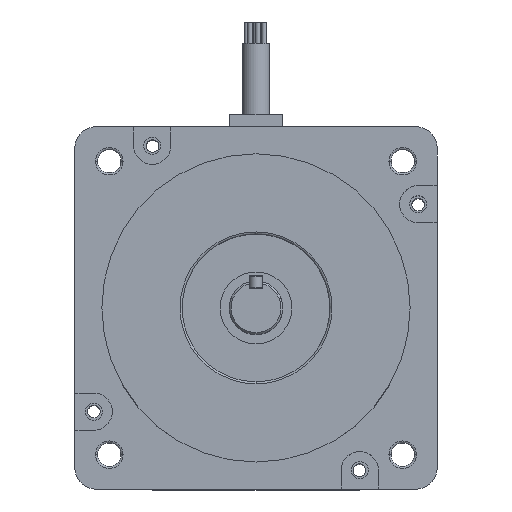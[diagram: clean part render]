
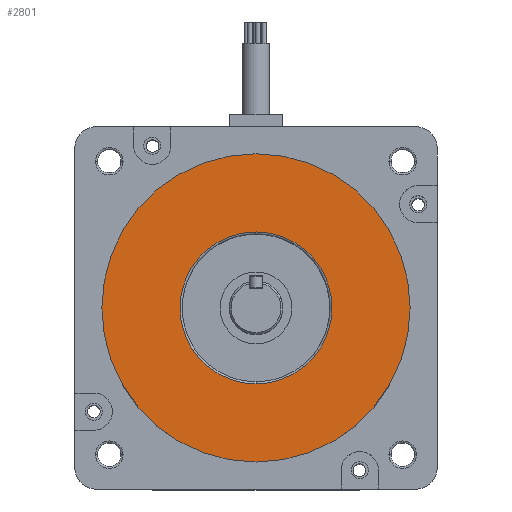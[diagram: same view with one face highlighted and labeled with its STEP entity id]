
A CAD part, top view. The second image highlights one B-rep face of the part: STEP entity #2801.
In plain terms, the highlighted planar face has unit normal (0, 0, 1).
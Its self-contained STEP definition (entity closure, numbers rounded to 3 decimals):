
#703=CARTESIAN_POINT('',(0.,0.,21.1));
#704=DIRECTION('',(0.,0.,1.));
#705=DIRECTION('',(1.,0.,0.));
#706=AXIS2_PLACEMENT_3D('',#703,#704,#705);
#711=CARTESIAN_POINT('',(0.,0.,21.1));
#712=DIRECTION('',(0.,0.,1.));
#713=DIRECTION('',(-1.,0.,0.));
#714=AXIS2_PLACEMENT_3D('',#711,#712,#713);
#719=CARTESIAN_POINT('',(0.,0.,21.1));
#720=DIRECTION('',(0.,0.,-1.));
#721=DIRECTION('',(0.,-1.,0.));
#722=AXIS2_PLACEMENT_3D('',#719,#720,#721);
#727=CARTESIAN_POINT('',(0.,0.,21.1));
#728=DIRECTION('',(0.,0.,-1.));
#729=DIRECTION('',(0.,1.,0.));
#730=AXIS2_PLACEMENT_3D('',#727,#728,#729);
#2089=CARTESIAN_POINT('',(36.513,0.,21.1));
#2090=CARTESIAN_POINT('',(-36.513,0.,21.1));
#2091=VERTEX_POINT('',#2089);
#2092=VERTEX_POINT('',#2090);
#2401=CARTESIAN_POINT('',(0.,-18.,21.1));
#2402=CARTESIAN_POINT('',(0.,18.,21.1));
#2403=VERTEX_POINT('',#2401);
#2404=VERTEX_POINT('',#2402);
#2786=CARTESIAN_POINT('',(0.,0.,21.1));
#2787=DIRECTION('',(0.,0.,1.));
#2788=DIRECTION('',(1.,0.,0.));
#2789=AXIS2_PLACEMENT_3D('',#2786,#2787,#2788);
#2790=PLANE('',#2789);
#2791=ORIENTED_EDGE('',*,*,#2766,.F.);
#2792=ORIENTED_EDGE('',*,*,#2780,.F.);
#2793=EDGE_LOOP('',(#2791,#2792));
#2794=FACE_OUTER_BOUND('',#2793,.F.);
#2796=ORIENTED_EDGE('',*,*,#2795,.F.);
#2798=ORIENTED_EDGE('',*,*,#2797,.F.);
#2799=EDGE_LOOP('',(#2796,#2798));
#2800=FACE_BOUND('',#2799,.F.);
#2801=ADVANCED_FACE('',(#2794,#2800),#2790,.T.);
#707=CIRCLE('',#706,36.513);
#715=CIRCLE('',#714,36.513);
#723=CIRCLE('',#722,18.);
#731=CIRCLE('',#730,18.);
#2766=EDGE_CURVE('',#2091,#2092,#707,.T.);
#2780=EDGE_CURVE('',#2092,#2091,#715,.T.);
#2795=EDGE_CURVE('',#2403,#2404,#723,.T.);
#2797=EDGE_CURVE('',#2404,#2403,#731,.T.);
